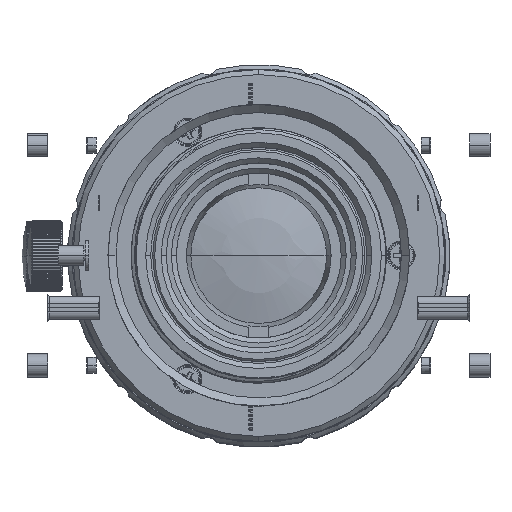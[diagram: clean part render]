
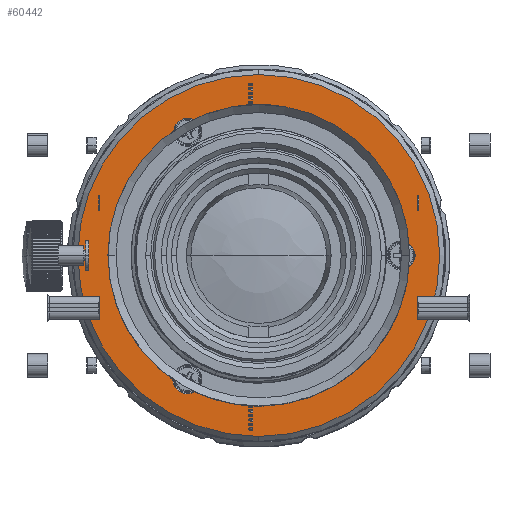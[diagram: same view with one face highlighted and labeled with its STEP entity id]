
A CAD part, top view. The second image highlights one B-rep face of the part: STEP entity #60442.
In plain terms, the highlighted planar face has unit normal (0, 0, 1).
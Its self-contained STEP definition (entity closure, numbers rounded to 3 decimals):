
#12884=CARTESIAN_POINT('',(0.,0.,-0.2));
#12885=DIRECTION('',(0.,0.,-1.));
#12886=DIRECTION('',(0.,-1.,0.));
#12887=AXIS2_PLACEMENT_3D('',#12884,#12885,#12886);
#12889=CARTESIAN_POINT('',(0.,0.,-0.2));
#12890=DIRECTION('',(0.,0.,-1.));
#12891=DIRECTION('',(0.,1.,0.));
#12892=AXIS2_PLACEMENT_3D('',#12889,#12890,#12891);
#12894=CARTESIAN_POINT('',(0.,0.,
-0.2));
#12895=DIRECTION('',(0.,0.,1.));
#12896=DIRECTION('',(-0.427,-0.904,0.));
#12897=AXIS2_PLACEMENT_3D('',#12894,#12895,#12896);
#12899=CARTESIAN_POINT('',(0.,0.,
-0.2));
#12900=DIRECTION('',(0.,0.,1.));
#12901=DIRECTION('',(0.,-1.,0.));
#12902=AXIS2_PLACEMENT_3D('',#12899,#12900,#12901);
#12904=CARTESIAN_POINT('',(14.2,0.,-0.2));
#12905=DIRECTION('',(0.,0.,1.));
#12906=DIRECTION('',(0.561,-0.827,0.));
#12907=AXIS2_PLACEMENT_3D('',#12904,#12905,#12906);
#12909=CARTESIAN_POINT('',(14.2,0.,-0.2));
#12910=DIRECTION('',(0.,0.,1.));
#12911=DIRECTION('',(1.,0.,0.));
#12912=AXIS2_PLACEMENT_3D('',#12909,#12910,#12911);
#12914=CARTESIAN_POINT('',(0.,0.,
-0.2));
#12915=DIRECTION('',(0.,0.,1.));
#12916=DIRECTION('',(0.997,0.074,0.));
#12917=AXIS2_PLACEMENT_3D('',#12914,#12915,#12916);
#12919=CARTESIAN_POINT('',(0.,0.,
-0.2));
#12920=DIRECTION('',(0.,0.,1.));
#12921=DIRECTION('',(0.,1.,0.));
#12922=AXIS2_PLACEMENT_3D('',#12919,#12920,#12921);
#12924=CARTESIAN_POINT('',(-7.1,12.298,-0.2));
#12925=DIRECTION('',(0.,0.,1.));
#12926=DIRECTION('',(0.436,0.9,0.));
#12927=AXIS2_PLACEMENT_3D('',#12924,#12925,#12926);
#12929=CARTESIAN_POINT('',(0.,0.,
-0.2));
#12930=DIRECTION('',(0.,0.,1.));
#12931=DIRECTION('',(-0.563,0.826,0.));
#12932=AXIS2_PLACEMENT_3D('',#12929,#12930,#12931);
#12934=CARTESIAN_POINT('',(-7.1,-12.298,
-0.2));
#12935=DIRECTION('',(0.,0.,1.));
#12936=DIRECTION('',(-1.,-0.019,0.));
#12937=AXIS2_PLACEMENT_3D('',#12934,#12935,#12936);
#12939=CARTESIAN_POINT('',(-7.1,-12.298,
-0.2));
#12940=DIRECTION('',(0.,0.,1.));
#12941=DIRECTION('',(0.,-1.,0.));
#12942=AXIS2_PLACEMENT_3D('',#12939,#12940,#12941);
#40416=CARTESIAN_POINT('',(0.,18.,
-0.2));
#40417=VERTEX_POINT('',#40416);
#40418=CARTESIAN_POINT('',(0.,-18.,-0.2));
#40419=VERTEX_POINT('',#40418);
#40546=CARTESIAN_POINT('',(-6.399,-13.567,
-0.2));
#40547=CARTESIAN_POINT('',(0.,-15.,
-0.2));
#40548=VERTEX_POINT('',#40546);
#40549=VERTEX_POINT('',#40547);
#40550=CARTESIAN_POINT('',(14.958,-1.117,
-0.2));
#40551=VERTEX_POINT('',#40550);
#40552=CARTESIAN_POINT('',(15.55,0.,-0.2));
#40553=VERTEX_POINT('',#40552);
#40554=CARTESIAN_POINT('',(14.958,1.117,-0.2));
#40555=VERTEX_POINT('',#40554);
#40556=CARTESIAN_POINT('',(0.,15.,
-0.2));
#40557=VERTEX_POINT('',#40556);
#40558=CARTESIAN_POINT('',(-6.512,13.513,
-0.2));
#40559=VERTEX_POINT('',#40558);
#40560=CARTESIAN_POINT('',(-8.446,12.395,-0.2));
#40561=VERTEX_POINT('',#40560);
#40562=CARTESIAN_POINT('',(-8.55,-12.325,
-0.2));
#40563=VERTEX_POINT('',#40562);
#40564=CARTESIAN_POINT('',(-7.1,-13.748,
-0.2));
#40565=VERTEX_POINT('',#40564);
#60411=CARTESIAN_POINT('',(0.,0.,-0.2));
#60412=DIRECTION('',(0.,0.,1.));
#60413=DIRECTION('',(1.,0.,0.));
#60414=AXIS2_PLACEMENT_3D('',#60411,#60412,#60413);
#60415=PLANE('',#60414);
#60416=ORIENTED_EDGE('',*,*,#58888,.T.);
#60417=ORIENTED_EDGE('',*,*,#58903,.T.);
#60418=EDGE_LOOP('',(#60416,#60417));
#60419=FACE_OUTER_BOUND('',#60418,.F.);
#60421=ORIENTED_EDGE('',*,*,#60420,.T.);
#60423=ORIENTED_EDGE('',*,*,#60422,.T.);
#60425=ORIENTED_EDGE('',*,*,#60424,.T.);
#60427=ORIENTED_EDGE('',*,*,#60426,.T.);
#60429=ORIENTED_EDGE('',*,*,#60428,.T.);
#60431=ORIENTED_EDGE('',*,*,#60430,.T.);
#60433=ORIENTED_EDGE('',*,*,#60432,.T.);
#60435=ORIENTED_EDGE('',*,*,#60434,.T.);
#60437=ORIENTED_EDGE('',*,*,#60436,.T.);
#60439=ORIENTED_EDGE('',*,*,#60438,.T.);
#60440=EDGE_LOOP('',(#60421,#60423,#60425,#60427,#60429,#60431,#60433,#60435,
#60437,#60439));
#60441=FACE_BOUND('',#60440,.F.);
#12888=CIRCLE('',#12887,18.);
#12893=CIRCLE('',#12892,18.);
#12898=CIRCLE('',#12897,15.);
#12903=CIRCLE('',#12902,15.);
#12908=CIRCLE('',#12907,1.35);
#12913=CIRCLE('',#12912,1.35);
#12918=CIRCLE('',#12917,15.);
#12923=CIRCLE('',#12922,15.);
#12928=CIRCLE('',#12927,1.35);
#12933=CIRCLE('',#12932,15.);
#12938=CIRCLE('',#12937,1.45);
#12943=CIRCLE('',#12942,1.45);
#58888=EDGE_CURVE('',#40419,#40417,#12888,.T.);
#58903=EDGE_CURVE('',#40417,#40419,#12893,.T.);
#60420=EDGE_CURVE('',#40548,#40549,#12898,.T.);
#60422=EDGE_CURVE('',#40549,#40551,#12903,.T.);
#60424=EDGE_CURVE('',#40551,#40553,#12908,.T.);
#60426=EDGE_CURVE('',#40553,#40555,#12913,.T.);
#60428=EDGE_CURVE('',#40555,#40557,#12918,.T.);
#60430=EDGE_CURVE('',#40557,#40559,#12923,.T.);
#60432=EDGE_CURVE('',#40559,#40561,#12928,.T.);
#60434=EDGE_CURVE('',#40561,#40563,#12933,.T.);
#60436=EDGE_CURVE('',#40563,#40565,#12938,.T.);
#60438=EDGE_CURVE('',#40565,#40548,#12943,.T.);
#60442=ADVANCED_FACE('',(#60419,#60441),#60415,.T.);
